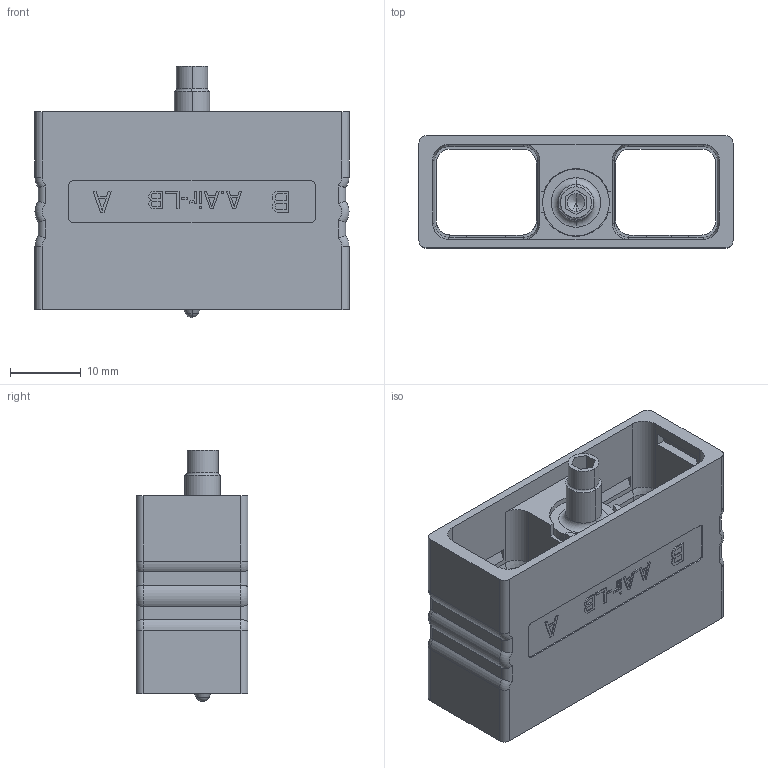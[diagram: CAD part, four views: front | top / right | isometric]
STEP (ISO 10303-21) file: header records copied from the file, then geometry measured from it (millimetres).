
FILE_DESCRIPTION((''),'2;1');
FILE_NAME('SIM2B40VE','2019-10-03T',('presta_be4'),(''),'PRO/ENGINEER BY PARAMETRIC TECHNOLOGY CORPORATION, 2014310','PRO/ENGINEER BY PARAMETRIC TECHNOLOGY CORPORATION, 2014310','');
FILE_SCHEMA(('CONFIG_CONTROL_DESIGN'));
Length unit declared in the file: millimetre
Products named in the file (1): SIM2B40VE
Bounding box: 44.45 x 15.83 x 35.55 mm (x, y, z)
Volume: 6820.5 mm3; surface area: 9526.4 mm2
Topology: 1 solids, 1 shells, 816 faces, 2247 edges, 1444 vertices
Faces by surface type: plane 589, cylinder 142, cone 26, sphere 25, torus 20, bspline 14
Entity records: 29507 total; most frequent: CARTESIAN_POINT 8716, ORIENTED_EDGE 4454, DIRECTION 4082, EDGE_CURVE 2227, VECTOR 1780, LINE 1780, VERTEX_POINT 1444, AXIS2_PLACEMENT_3D 1151
